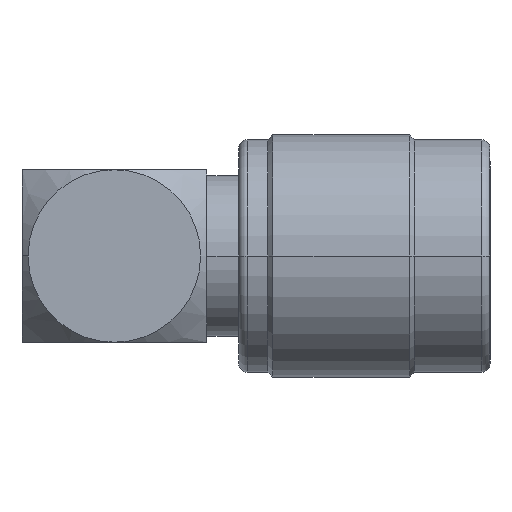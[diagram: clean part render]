
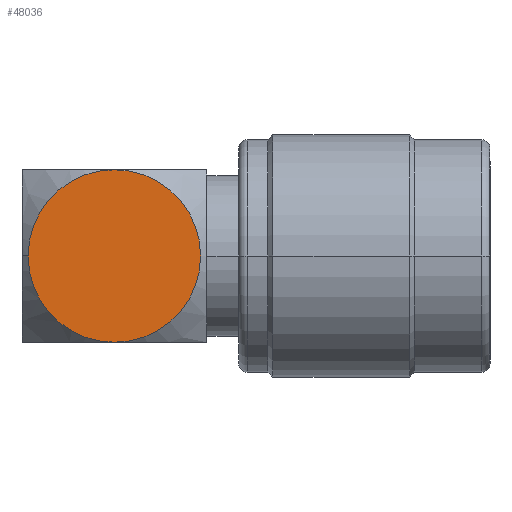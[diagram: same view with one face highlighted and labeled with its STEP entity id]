
A CAD part, left-side view. The second image highlights one B-rep face of the part: STEP entity #48036.
In plain terms, the highlighted face is planar.
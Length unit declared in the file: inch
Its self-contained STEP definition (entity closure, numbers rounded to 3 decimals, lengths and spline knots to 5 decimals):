
#875 = DIRECTION ( 'NONE',  ( 0., 0., 1. ) ) ;
#1403 = CIRCLE ( 'NONE', #49953, 0.20313 ) ;
#3286 = CARTESIAN_POINT ( 'NONE',  ( 0., -0.218, -0.7065 ) ) ;
#4356 = FACE_OUTER_BOUND ( 'NONE', #22096, .T. ) ;
#4868 = PLANE ( 'NONE',  #41057 ) ;
#5115 = AXIS2_PLACEMENT_3D ( 'NONE', #30071, #47372, #26335 ) ;
#7023 = ORIENTED_EDGE ( 'NONE', *, *, #22888, .T. ) ;
#7300 = DIRECTION ( 'NONE',  ( 0., -1., 0. ) ) ;
#9895 = CARTESIAN_POINT ( 'NONE',  ( 0., -0.218, -0.90963 ) ) ;
#12886 = CARTESIAN_POINT ( 'NONE',  ( 0.20313, -0.218, -0.489 ) ) ;
#13749 = VERTEX_POINT ( 'NONE', #31638 ) ;
#15858 = EDGE_CURVE ( 'NONE', #33848, #13749, #35638, .T. ) ;
#19532 = DIRECTION ( 'NONE',  ( 0., -1., 0. ) ) ;
#19699 = EDGE_CURVE ( 'NONE', #13749, #49940, #1403, .T. ) ;
#22096 = EDGE_LOOP ( 'NONE', ( #46872, #7023, #45105 ) ) ;
#22888 = EDGE_CURVE ( 'NONE', #49940, #33848, #28093, .T. ) ;
#23303 = DIRECTION ( 'NONE',  ( 0., 0., -1. ) ) ;
#26335 = DIRECTION ( 'NONE',  ( 0., 0., -1. ) ) ;
#28093 = CIRCLE ( 'NONE', #5115, 0.20313 ) ;
#30071 = CARTESIAN_POINT ( 'NONE',  ( 0., -0.218, -0.7065 ) ) ;
#31562 = CARTESIAN_POINT ( 'NONE',  ( 0., -0.218, -0.7065 ) ) ;
#31638 = CARTESIAN_POINT ( 'NONE',  ( -0.20313, -0.218, -0.7065 ) ) ;
#33848 = VERTEX_POINT ( 'NONE', #52583 ) ;
#35638 = CIRCLE ( 'NONE', #42461, 0.20313 ) ;
#40864 = DIRECTION ( 'NONE',  ( 0., 1., 0. ) ) ;
#41057 = AXIS2_PLACEMENT_3D ( 'NONE', #12886, #40864, #875 ) ;
#42461 = AXIS2_PLACEMENT_3D ( 'NONE', #31562, #7300, #23303 ) ;
#45105 = ORIENTED_EDGE ( 'NONE', *, *, #15858, .T. ) ;
#46872 = ORIENTED_EDGE ( 'NONE', *, *, #19699, .T. ) ;
#47372 = DIRECTION ( 'NONE',  ( 0., -1., 0. ) ) ;
#48036 = ADVANCED_FACE ( 'NONE', ( #4356 ), #4868, .F. ) ;
#49940 = VERTEX_POINT ( 'NONE', #9895 ) ;
#49953 = AXIS2_PLACEMENT_3D ( 'NONE', #3286, #19532, #51269 ) ;
#51269 = DIRECTION ( 'NONE',  ( 0., 0., -1. ) ) ;
#52583 = CARTESIAN_POINT ( 'NONE',  ( 0.20313, -0.218, -0.7065 ) ) ;
